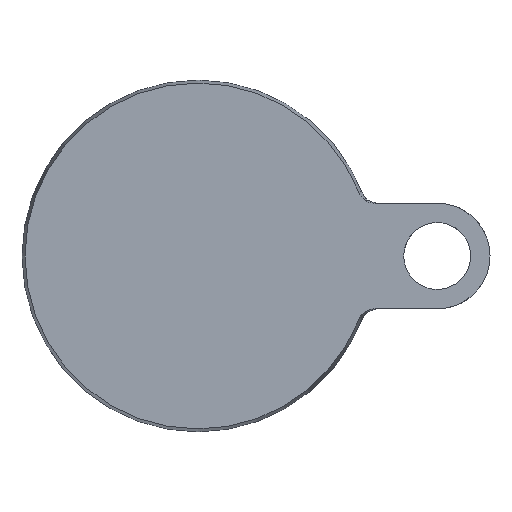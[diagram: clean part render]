
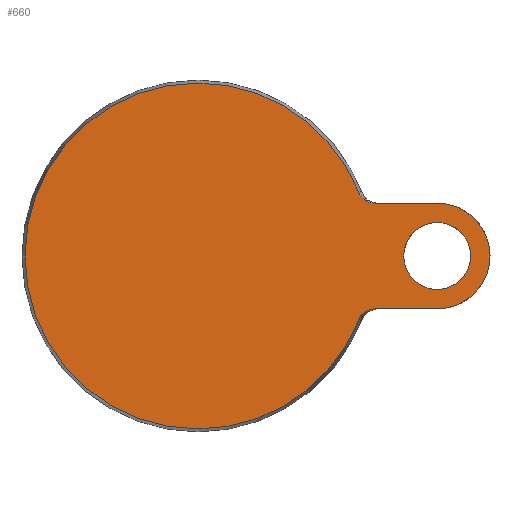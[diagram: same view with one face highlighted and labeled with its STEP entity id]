
A CAD part, front view. The second image highlights one B-rep face of the part: STEP entity #660.
In plain terms, the highlighted planar face has unit normal (0, -1, 0).
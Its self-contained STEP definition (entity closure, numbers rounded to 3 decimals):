
#42 = CARTESIAN_POINT ( 'NONE',  ( 0., 0., 0. ) ) ;
#62 = DIRECTION ( 'NONE',  ( 0., 0., 1. ) ) ;
#83 = DIRECTION ( 'NONE',  ( 0., 1., 0. ) ) ;
#85 = CARTESIAN_POINT ( 'NONE',  ( 46.1, 0., -17.269 ) ) ;
#91 = CARTESIAN_POINT ( 'NONE',  ( 68., 0., 0. ) ) ;
#100 = CARTESIAN_POINT ( 'NONE',  ( 46.58, 0., 16.677 ) ) ;
#106 = CARTESIAN_POINT ( 'NONE',  ( 48.644, 0., 15.292 ) ) ;
#127 = CARTESIAN_POINT ( 'NONE',  ( 49.86, 0., 15. ) ) ;
#162 = CIRCLE ( 'NONE', #759, 9.5 ) ;
#168 = VERTEX_POINT ( 'NONE', #361 ) ;
#174 = CARTESIAN_POINT ( 'NONE',  ( 48.405, 0., -15.385 ) ) ;
#214 = CARTESIAN_POINT ( 'NONE',  ( 47.955, 0., 15.598 ) ) ;
#221 = B_SPLINE_CURVE_WITH_KNOTS ( 'NONE', 3,
 ( #320, #127, #751, #106, #226, #214, #652, #1067, #1176, #534, #100, #416, #1072, #235 ),
 .UNSPECIFIED., .F., .F.,
 ( 4, 2, 2, 2, 2, 2, 4 ),
 ( 0., 0.001, 0.002, 0.003, 0.004, 0.004, 0.006 ),
 .UNSPECIFIED. ) ;
#226 = CARTESIAN_POINT ( 'NONE',  ( 48.407, 0., 15.384 ) ) ;
#235 = CARTESIAN_POINT ( 'NONE',  ( 45.66, 0., 18.169 ) ) ;
#236 = DIRECTION ( 'NONE',  ( 0., 1., 0. ) ) ;
#238 = CARTESIAN_POINT ( 'NONE',  ( 45.66, 0., -18.169 ) ) ;
#257 = EDGE_CURVE ( 'NONE', #1314, #415, #335, .T. ) ;
#262 = CARTESIAN_POINT ( 'NONE',  ( 50.366, 0., 15. ) ) ;
#264 = LINE ( 'NONE', #1313, #356 ) ;
#280 = CARTESIAN_POINT ( 'NONE',  ( 47.118, 0., -16.16 ) ) ;
#283 = B_SPLINE_CURVE_WITH_KNOTS ( 'NONE', 3,
 ( #728, #949, #85, #940, #1145, #280, #710, #403, #1154, #174, #1029, #381, #1353, #1376, #816, #1138 ),
 .UNSPECIFIED., .F., .F.,
 ( 4, 2, 2, 2, 2, 2, 2, 4 ),
 ( 0., 0.001, 0.002, 0.003, 0.004, 0.004, 0.005, 0.006 ),
 .UNSPECIFIED. ) ;
#284 = CARTESIAN_POINT ( 'NONE',  ( 45.66, 0., 18.169 ) ) ;
#290 = AXIS2_PLACEMENT_3D ( 'NONE', #987, #236, #1309 ) ;
#292 = CARTESIAN_POINT ( 'NONE',  ( 0., 0., -49.143 ) ) ;
#306 = EDGE_CURVE ( 'NONE', #789, #1040, #554, .T. ) ;
#320 = CARTESIAN_POINT ( 'NONE',  ( 50.366, 0., 15. ) ) ;
#335 = CIRCLE ( 'NONE', #290, 15. ) ;
#344 = ORIENTED_EDGE ( 'NONE', *, *, #1265, .T. ) ;
#353 = ORIENTED_EDGE ( 'NONE', *, *, #644, .T. ) ;
#356 = VECTOR ( 'NONE', #693, 1000. ) ;
#361 = CARTESIAN_POINT ( 'NONE',  ( 68., 0., 9.5 ) ) ;
#381 = CARTESIAN_POINT ( 'NONE',  ( 49.116, 0., -15.149 ) ) ;
#395 = AXIS2_PLACEMENT_3D ( 'NONE', #462, #662, #1100 ) ;
#399 = AXIS2_PLACEMENT_3D ( 'NONE', #868, #1294, #773 ) ;
#401 = DIRECTION ( 'NONE',  ( 0., 1., 0. ) ) ;
#403 = CARTESIAN_POINT ( 'NONE',  ( 47.73, 0., -15.726 ) ) ;
#415 = VERTEX_POINT ( 'NONE', #914 ) ;
#416 = CARTESIAN_POINT ( 'NONE',  ( 46.108, 0., 17.258 ) ) ;
#425 = DIRECTION ( 'NONE',  ( 1., 0., 0. ) ) ;
#442 = AXIS2_PLACEMENT_3D ( 'NONE', #42, #678, #881 ) ;
#462 = CARTESIAN_POINT ( 'NONE',  ( 0., 0., 0. ) ) ;
#487 = FACE_OUTER_BOUND ( 'NONE', #934, .T. ) ;
#517 = ORIENTED_EDGE ( 'NONE', *, *, #306, .T. ) ;
#525 = VERTEX_POINT ( 'NONE', #262 ) ;
#534 = CARTESIAN_POINT ( 'NONE',  ( 46.751, 0., 16.495 ) ) ;
#545 = VERTEX_POINT ( 'NONE', #1114 ) ;
#554 = CIRCLE ( 'NONE', #399, 49.143 ) ;
#599 = PLANE ( 'NONE',  #1014 ) ;
#603 = CIRCLE ( 'NONE', #1146, 9.5 ) ;
#616 = CARTESIAN_POINT ( 'NONE',  ( 68., 0., 0. ) ) ;
#626 = ORIENTED_EDGE ( 'NONE', *, *, #257, .F. ) ;
#641 = DIRECTION ( 'NONE',  ( 0., 0., 1. ) ) ;
#644 = EDGE_CURVE ( 'NONE', #1320, #778, #283, .T. ) ;
#645 = CIRCLE ( 'NONE', #395, 49.143 ) ;
#652 = CARTESIAN_POINT ( 'NONE',  ( 47.738, 0., 15.721 ) ) ;
#658 = CARTESIAN_POINT ( 'NONE',  ( 50.366, 0., -15. ) ) ;
#660 = ADVANCED_FACE ( 'NONE', ( #487, #922 ), #599, .F. ) ;
#662 = DIRECTION ( 'NONE',  ( 0., -1., 0. ) ) ;
#663 = EDGE_CURVE ( 'NONE', #525, #1314, #764, .T. ) ;
#674 = CARTESIAN_POINT ( 'NONE',  ( 0., 0., 49.143 ) ) ;
#678 = DIRECTION ( 'NONE',  ( 0., -1., 0. ) ) ;
#693 = DIRECTION ( 'NONE',  ( -1., 0., 0. ) ) ;
#710 = CARTESIAN_POINT ( 'NONE',  ( 47.314, 0., -16.005 ) ) ;
#724 = EDGE_CURVE ( 'NONE', #525, #948, #221, .T. ) ;
#728 = CARTESIAN_POINT ( 'NONE',  ( 45.66, 0., -18.169 ) ) ;
#751 = CARTESIAN_POINT ( 'NONE',  ( 49.366, 0., 15.074 ) ) ;
#759 = AXIS2_PLACEMENT_3D ( 'NONE', #91, #401, #62 ) ;
#763 = ORIENTED_EDGE ( 'NONE', *, *, #1204, .F. ) ;
#764 = LINE ( 'NONE', #867, #1087 ) ;
#773 = DIRECTION ( 'NONE',  ( 0., 0., -1. ) ) ;
#778 = VERTEX_POINT ( 'NONE', #658 ) ;
#789 = VERTEX_POINT ( 'NONE', #674 ) ;
#816 = CARTESIAN_POINT ( 'NONE',  ( 50.113, 0., -15. ) ) ;
#820 = ORIENTED_EDGE ( 'NONE', *, *, #1061, .T. ) ;
#831 = ORIENTED_EDGE ( 'NONE', *, *, #1331, .T. ) ;
#867 = CARTESIAN_POINT ( 'NONE',  ( 15., 0., 15. ) ) ;
#868 = CARTESIAN_POINT ( 'NONE',  ( 0., 0., 0. ) ) ;
#881 = DIRECTION ( 'NONE',  ( 0., 0., -1. ) ) ;
#887 = ORIENTED_EDGE ( 'NONE', *, *, #663, .F. ) ;
#914 = CARTESIAN_POINT ( 'NONE',  ( 68., 0., -15. ) ) ;
#922 = FACE_BOUND ( 'NONE', #1096, .T. ) ;
#934 = EDGE_LOOP ( 'NONE', ( #887, #1373, #344, #517, #831, #353, #763, #626 ) ) ;
#940 = CARTESIAN_POINT ( 'NONE',  ( 46.575, 0., -16.681 ) ) ;
#948 = VERTEX_POINT ( 'NONE', #284 ) ;
#949 = CARTESIAN_POINT ( 'NONE',  ( 45.848, 0., -17.699 ) ) ;
#958 = EDGE_CURVE ( 'NONE', #545, #168, #603, .T. ) ;
#985 = DIRECTION ( 'NONE',  ( 0., 1., 0. ) ) ;
#987 = CARTESIAN_POINT ( 'NONE',  ( 68., 0., 0. ) ) ;
#1014 = AXIS2_PLACEMENT_3D ( 'NONE', #1038, #985, #641 ) ;
#1029 = CARTESIAN_POINT ( 'NONE',  ( 48.637, 0., -15.295 ) ) ;
#1038 = CARTESIAN_POINT ( 'NONE',  ( -49.143, 0., 0. ) ) ;
#1040 = VERTEX_POINT ( 'NONE', #292 ) ;
#1055 = CIRCLE ( 'NONE', #442, 49.143 ) ;
#1061 = EDGE_CURVE ( 'NONE', #168, #545, #162, .T. ) ;
#1067 = CARTESIAN_POINT ( 'NONE',  ( 47.322, 0., 16. ) ) ;
#1071 = ORIENTED_EDGE ( 'NONE', *, *, #958, .T. ) ;
#1072 = CARTESIAN_POINT ( 'NONE',  ( 45.848, 0., 17.699 ) ) ;
#1087 = VECTOR ( 'NONE', #425, 1000. ) ;
#1096 = EDGE_LOOP ( 'NONE', ( #1071, #820 ) ) ;
#1100 = DIRECTION ( 'NONE',  ( 0., 0., -1. ) ) ;
#1114 = CARTESIAN_POINT ( 'NONE',  ( 68., 0., -9.5 ) ) ;
#1138 = CARTESIAN_POINT ( 'NONE',  ( 50.366, 0., -15. ) ) ;
#1143 = DIRECTION ( 'NONE',  ( 0., 0., 1. ) ) ;
#1145 = CARTESIAN_POINT ( 'NONE',  ( 46.749, 0., -16.497 ) ) ;
#1146 = AXIS2_PLACEMENT_3D ( 'NONE', #616, #83, #1143 ) ;
#1154 = CARTESIAN_POINT ( 'NONE',  ( 47.952, 0., -15.6 ) ) ;
#1176 = CARTESIAN_POINT ( 'NONE',  ( 47.122, 0., 16.157 ) ) ;
#1204 = EDGE_CURVE ( 'NONE', #415, #778, #264, .T. ) ;
#1265 = EDGE_CURVE ( 'NONE', #948, #789, #1055, .T. ) ;
#1294 = DIRECTION ( 'NONE',  ( 0., -1., 0. ) ) ;
#1309 = DIRECTION ( 'NONE',  ( 0., 0., -1. ) ) ;
#1313 = CARTESIAN_POINT ( 'NONE',  ( 15., 0., -15. ) ) ;
#1314 = VERTEX_POINT ( 'NONE', #1318 ) ;
#1318 = CARTESIAN_POINT ( 'NONE',  ( 68., 0., 15. ) ) ;
#1320 = VERTEX_POINT ( 'NONE', #238 ) ;
#1331 = EDGE_CURVE ( 'NONE', #1040, #1320, #645, .T. ) ;
#1353 = CARTESIAN_POINT ( 'NONE',  ( 49.363, 0., -15.093 ) ) ;
#1373 = ORIENTED_EDGE ( 'NONE', *, *, #724, .T. ) ;
#1376 = CARTESIAN_POINT ( 'NONE',  ( 49.862, 0., -15.019 ) ) ;
